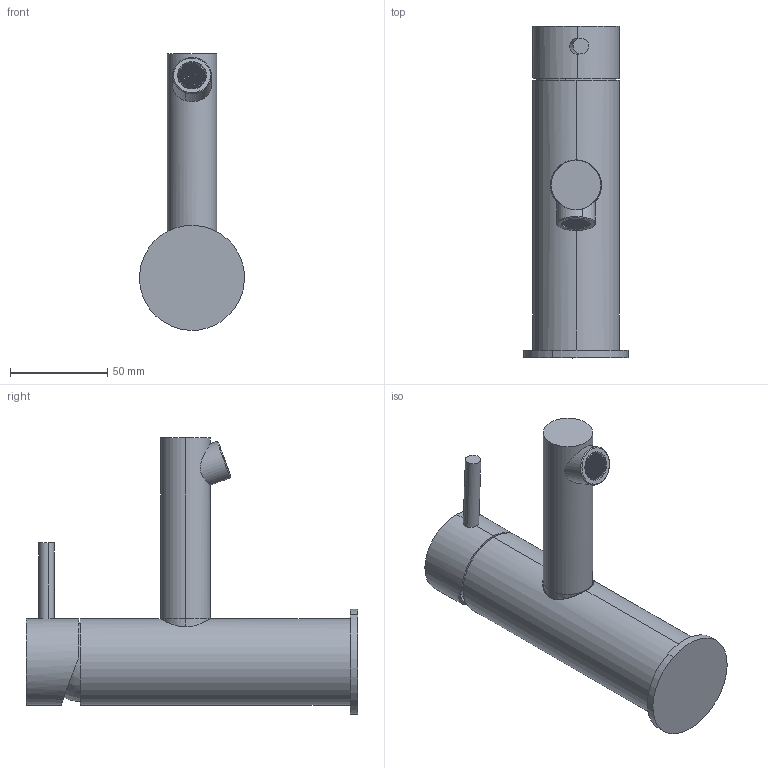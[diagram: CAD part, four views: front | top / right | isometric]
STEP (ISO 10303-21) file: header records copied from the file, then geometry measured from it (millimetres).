
FILE_DESCRIPTION (( 'STEP AP214' ), '1' );
FILE_NAME ('SBMSS_shell.STEP', '2017-07-13T02:35:45', ( 'khoa' ), ( '' ), 'SwSTEP 2.0', 'SolidWorks 2016', '' );
FILE_SCHEMA (( 'AUTOMOTIVE_DESIGN' ));
Length unit declared in the file: millimetre
Products named in the file (2): SBMSS_shell
Bounding box: 53.91 x 170.6 x 142.18 mm (x, y, z)
Surface area: 48241.4 mm2 (no closed solid volume)
Topology: 0 solids, 10 shells, 318 faces, 2895 edges, 2525 vertices
Faces by surface type: plane 274, cylinder 30, cone 8, torus 4, bspline 2
Entity records: 30370 total; most frequent: CARTESIAN_POINT 6488, DIRECTION 3707, ORIENTED_EDGE 3342, EDGE_CURVE 2895, VECTOR 2683, LINE 2683, VERTEX_POINT 2525, EDGE_LOOP 573
